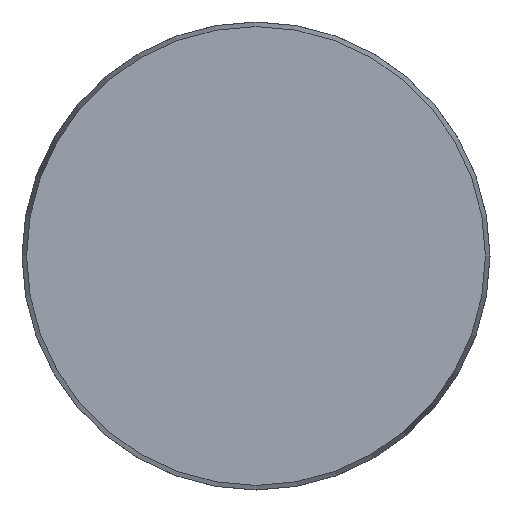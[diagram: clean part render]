
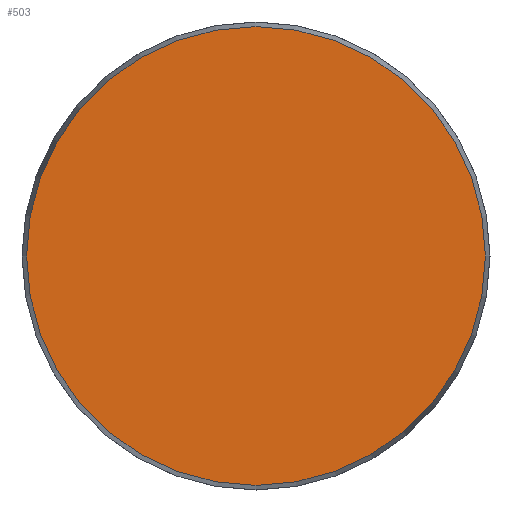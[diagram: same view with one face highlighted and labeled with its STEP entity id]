
A CAD part, front view. The second image highlights one B-rep face of the part: STEP entity #503.
In plain terms, the highlighted planar face has unit normal (0, -1, 0).
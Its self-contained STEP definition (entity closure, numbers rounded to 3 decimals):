
#2 = DIRECTION ( 'NONE',  ( 0., 1., 0. ) ) ;
#75 = DIRECTION ( 'NONE',  ( 0., -1., 0. ) ) ;
#86 = PLANE ( 'NONE',  #486 ) ;
#91 = CARTESIAN_POINT ( 'NONE',  ( -28.425, 0., 0. ) ) ;
#133 = DIRECTION ( 'NONE',  ( 0., 0., 1. ) ) ;
#241 = VERTEX_POINT ( 'NONE', #488 ) ;
#255 = CIRCLE ( 'NONE', #286, 28.425 ) ;
#286 = AXIS2_PLACEMENT_3D ( 'NONE', #339, #75, #453 ) ;
#305 = EDGE_CURVE ( 'NONE', #241, #241, #255, .T. ) ;
#339 = CARTESIAN_POINT ( 'NONE',  ( 0., 0., 0. ) ) ;
#347 = FACE_OUTER_BOUND ( 'NONE', #466, .T. ) ;
#445 = ORIENTED_EDGE ( 'NONE', *, *, #305, .T. ) ;
#453 = DIRECTION ( 'NONE',  ( 0., 0., -1. ) ) ;
#466 = EDGE_LOOP ( 'NONE', ( #445 ) ) ;
#486 = AXIS2_PLACEMENT_3D ( 'NONE', #91, #2, #133 ) ;
#488 = CARTESIAN_POINT ( 'NONE',  ( 0., 0., -28.425 ) ) ;
#503 = ADVANCED_FACE ( 'NONE', ( #347 ), #86, .F. ) ;
